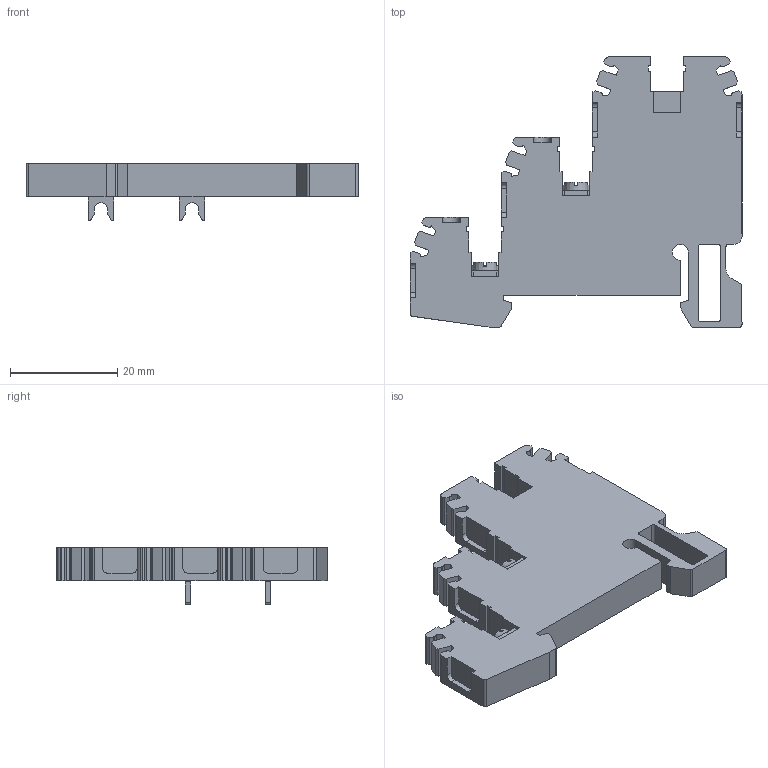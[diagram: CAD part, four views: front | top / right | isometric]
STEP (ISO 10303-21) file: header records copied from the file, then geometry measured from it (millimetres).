
FILE_DESCRIPTION(('Creo Elements/Direct Modeling STEP Export'),'2;1');
FILE_NAME('TLS.2.stp','2015-01-28T11:20:06',(''),(''),'PTC Creo Elements/Direct Modeling STEP processor for AP214 (Solid Model)','PTC Creo Elements/Direct Modeling 19.0A 04-Oct-2014 (C) Parametric Technology GmbH','');
FILE_SCHEMA(('AUTOMOTIVE_DESIGN { 1 0 10303 214 1 1 1 1 }'));
Length unit declared in the file: millimetre
Products named in the file (1): TLS.2
Bounding box: 62 x 50.5 x 10.6 mm (x, y, z)
Volume: 11135.2 mm3; surface area: 6389.7 mm2
Topology: 1 solids, 1 shells, 290 faces, 857 edges, 571 vertices
Faces by surface type: plane 237, cylinder 49, cone 4
Entity records: 10116 total; most frequent: CARTESIAN_POINT 1792, ORIENTED_EDGE 1714, DIRECTION 1489, EDGE_CURVE 857, VECTOR 709, LINE 709, VERTEX_POINT 571, AXIS2_PLACEMENT_3D 390
